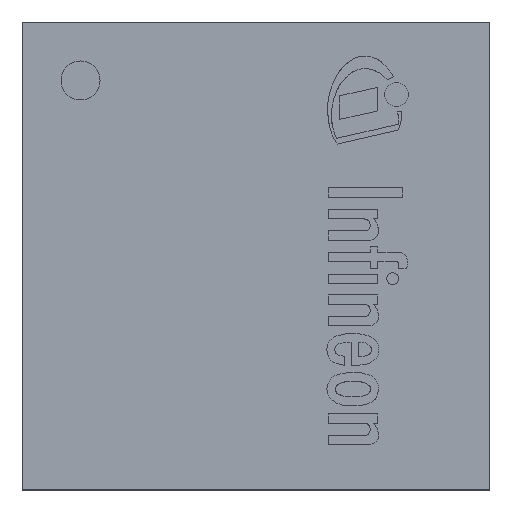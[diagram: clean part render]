
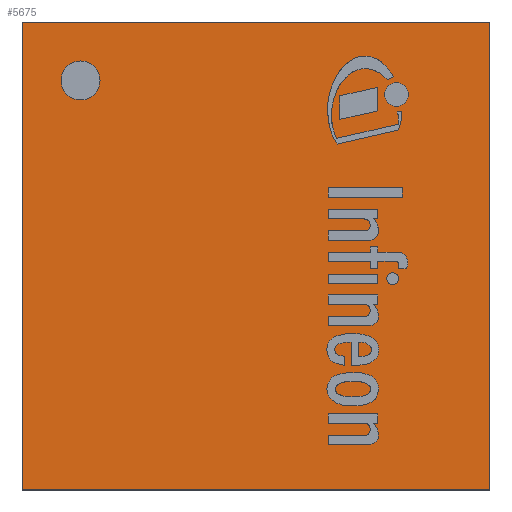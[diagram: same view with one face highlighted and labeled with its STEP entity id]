
A CAD part, top view. The second image highlights one B-rep face of the part: STEP entity #5675.
In plain terms, the highlighted planar face has unit normal (0, 0, 1).
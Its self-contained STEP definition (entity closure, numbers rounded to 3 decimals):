
#559=LINE('',#9330,#827);
#562=LINE('',#9336,#830);
#565=LINE('',#9342,#833);
#568=LINE('',#9346,#836);
#827=VECTOR('',#7310,1.);
#830=VECTOR('',#7315,1.);
#833=VECTOR('',#7320,1.);
#836=VECTOR('',#7325,1.);
#1099=PLANE('',#6430);
#1359=FACE_BOUND('',#2111,.T.);
#1522=FACE_OUTER_BOUND('',#2110,.T.);
#2110=EDGE_LOOP('',(#4305,#4306,#4307,#4308));
#2111=EDGE_LOOP('',(#4309));
#2846=CIRCLE('',#6422,0.5);
#3154=VERTEX_POINT('',#9318);
#3158=VERTEX_POINT('',#9327);
#3159=VERTEX_POINT('',#9329);
#3161=VERTEX_POINT('',#9335);
#3163=VERTEX_POINT('',#9341);
#3666=EDGE_CURVE('',#3154,#3154,#2846,.T.);
#3670=EDGE_CURVE('',#3159,#3158,#559,.T.);
#3673=EDGE_CURVE('',#3161,#3159,#562,.T.);
#3676=EDGE_CURVE('',#3163,#3161,#565,.T.);
#3679=EDGE_CURVE('',#3158,#3163,#568,.T.);
#4305=ORIENTED_EDGE('',*,*,#3679,.T.);
#4306=ORIENTED_EDGE('',*,*,#3676,.T.);
#4307=ORIENTED_EDGE('',*,*,#3673,.T.);
#4308=ORIENTED_EDGE('',*,*,#3670,.T.);
#4309=ORIENTED_EDGE('',*,*,#3666,.T.);
#5675=ADVANCED_FACE('',(#1522,#1359),#1099,.T.);
#6422=AXIS2_PLACEMENT_3D('',#9319,#7300,#7301);
#6430=AXIS2_PLACEMENT_3D('',#9348,#7328,#7329);
#7300=DIRECTION('center_axis',(0.,0.,-1.));
#7301=DIRECTION('ref_axis',(0.,1.,0.));
#7310=DIRECTION('',(1.,0.,0.));
#7315=DIRECTION('',(0.,-1.,0.));
#7320=DIRECTION('',(-1.,0.,0.));
#7325=DIRECTION('',(0.,1.,0.));
#7328=DIRECTION('center_axis',(0.,0.,1.));
#7329=DIRECTION('ref_axis',(0.,-1.,0.));
#9318=CARTESIAN_POINT('',(-4.5,4.,1.32));
#9319=CARTESIAN_POINT('Origin',(-4.5,4.5,1.32));
#9327=CARTESIAN_POINT('',(6.,-6.,1.32));
#9329=CARTESIAN_POINT('',(-6.,-6.,1.32));
#9330=CARTESIAN_POINT('',(6.,-6.,1.32));
#9335=CARTESIAN_POINT('',(-6.,6.,1.32));
#9336=CARTESIAN_POINT('',(-6.,-6.,1.32));
#9341=CARTESIAN_POINT('',(6.,6.,1.32));
#9342=CARTESIAN_POINT('',(-6.,6.,1.32));
#9346=CARTESIAN_POINT('',(6.,6.,1.32));
#9348=CARTESIAN_POINT('Origin',(0.,0.,
1.32));
